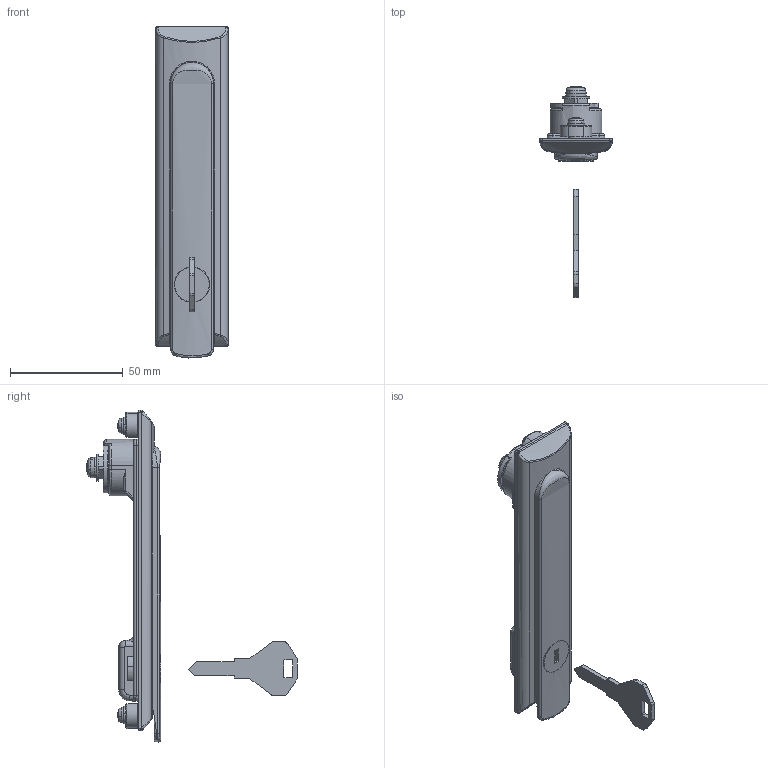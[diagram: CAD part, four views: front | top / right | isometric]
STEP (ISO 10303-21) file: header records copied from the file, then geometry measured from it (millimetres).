
FILE_DESCRIPTION((''),'2;1');
FILE_NAME('','2005-10-12T12:31:59',(''),(''),'','CADfix','');
FILE_SCHEMA(('AUTOMOTIVE_DESIGN'));
Length unit declared in the file: millimetre
Products named in the file (11): screw_A; bracket; shaft_B; shaft_A; screw_B; lock; key; handle; control_cam; base; THA_506_1K_5068_36
Assembly tree (12 placements, depth 2):
  THA_506_1K_5068_36
    screw_A  x2
    bracket  x2
    shaft_B
    shaft_A
    screw_B
    lock
    key
    handle
    control_cam
    base
Bounding box: 32 x 93.27 x 146.96 mm (x, y, z)
Volume: 41497 mm3; surface area: 31566.7 mm2
Topology: 12 solids, 12 shells, 440 faces, 1229 edges, 820 vertices
Faces by surface type: bspline 440
Entity records: 15640 total; most frequent: CARTESIAN_POINT 9245, ORIENTED_EDGE 2206, EDGE_CURVE 1103, VERTEX_POINT 738, QUASI_UNIFORM_CURVE 522, EDGE_LOOP 429, FACE_OUTER_BOUND 398, ADVANCED_FACE 398
